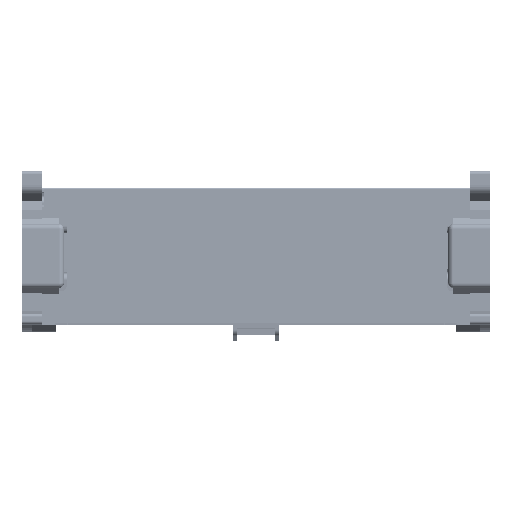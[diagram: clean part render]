
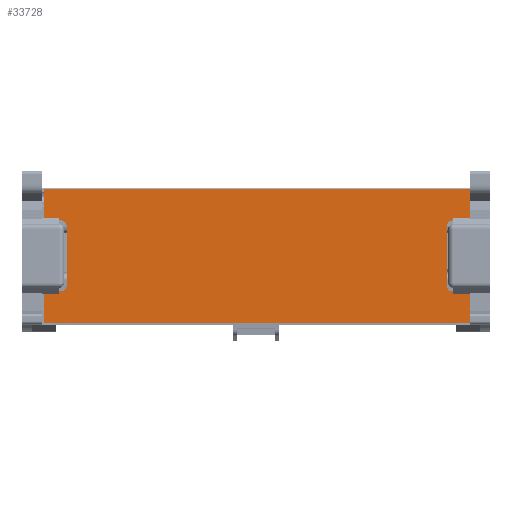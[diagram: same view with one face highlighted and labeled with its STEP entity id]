
A CAD part, front view. The second image highlights one B-rep face of the part: STEP entity #33728.
In plain terms, the highlighted face is planar.
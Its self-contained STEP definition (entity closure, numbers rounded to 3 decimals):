
#51 = LINE ( 'NONE', #3477, #28034 ) ;
#103 = CARTESIAN_POINT ( 'NONE',  ( 57.25, 10.4, 0. ) ) ;
#192 = EDGE_LOOP ( 'NONE', ( #6156, #7870, #32943, #17906, #15691, #16712, #12385, #20392, #17345, #31144, #7090, #23193, #27770, #7682, #13375, #5388 ) ) ;
#217 = EDGE_CURVE ( 'NONE', #37249, #9413, #3204, .T. ) ;
#441 = VERTEX_POINT ( 'NONE', #20923 ) ;
#755 = CARTESIAN_POINT ( 'NONE',  ( -62.5, -19.5, 0. ) ) ;
#1095 = CARTESIAN_POINT ( 'NONE',  ( 62.5, -10.4, 0. ) ) ;
#1663 = CARTESIAN_POINT ( 'NONE',  ( 62.5, -10.4, 0. ) ) ;
#1917 = CIRCLE ( 'NONE', #36982, 1.5 ) ;
#2153 = AXIS2_PLACEMENT_3D ( 'NONE', #10138, #12395, #7471 ) ;
#2163 = VERTEX_POINT ( 'NONE', #16837 ) ;
#2275 = EDGE_CURVE ( 'NONE', #29930, #25881, #26125, .T. ) ;
#3204 = LINE ( 'NONE', #32342, #9183 ) ;
#3254 = DIRECTION ( 'NONE',  ( 1., 0., 0. ) ) ;
#3477 = CARTESIAN_POINT ( 'NONE',  ( 55.75, 8.9, 0. ) ) ;
#3994 = VERTEX_POINT ( 'NONE', #30011 ) ;
#4026 = DIRECTION ( 'NONE',  ( 0., -1., 0. ) ) ;
#4115 = CARTESIAN_POINT ( 'NONE',  ( 62.5, -19.5, 0. ) ) ;
#4127 = EDGE_CURVE ( 'NONE', #6791, #7088, #8229, .T. ) ;
#4133 = CARTESIAN_POINT ( 'NONE',  ( 55.75, 8.9, 0. ) ) ;
#4156 = CARTESIAN_POINT ( 'NONE',  ( -62.5, 19.5, 0. ) ) ;
#4248 = EDGE_CURVE ( 'NONE', #17278, #25638, #7218, .T. ) ;
#4285 = EDGE_CURVE ( 'NONE', #30400, #19117, #35787, .T. ) ;
#4316 = DIRECTION ( 'NONE',  ( 0., 1., 0. ) ) ;
#4367 = VECTOR ( 'NONE', #21764, 1000. ) ;
#4369 = DIRECTION ( 'NONE',  ( -1., 0., 0. ) ) ;
#4844 = EDGE_CURVE ( 'NONE', #10983, #37249, #1917, .T. ) ;
#4951 = EDGE_CURVE ( 'NONE', #441, #29930, #10205, .T. ) ;
#4965 = CARTESIAN_POINT ( 'NONE',  ( 62.5, 19.5, 0. ) ) ;
#5388 = ORIENTED_EDGE ( 'NONE', *, *, #10210, .F. ) ;
#5687 = EDGE_CURVE ( 'NONE', #27373, #2163, #32986, .T. ) ;
#6156 = ORIENTED_EDGE ( 'NONE', *, *, #12025, .F. ) ;
#6437 = PLANE ( 'NONE',  #8491 ) ;
#6731 = EDGE_CURVE ( 'NONE', #19117, #441, #12272, .T. ) ;
#6791 = VERTEX_POINT ( 'NONE', #4133 ) ;
#7088 = VERTEX_POINT ( 'NONE', #103 ) ;
#7090 = ORIENTED_EDGE ( 'NONE', *, *, #21104, .F. ) ;
#7218 = LINE ( 'NONE', #23695, #33012 ) ;
#7471 = DIRECTION ( 'NONE',  ( 1., 0., 0. ) ) ;
#7682 = ORIENTED_EDGE ( 'NONE', *, *, #217, .F. ) ;
#7870 = ORIENTED_EDGE ( 'NONE', *, *, #4248, .F. ) ;
#8229 = CIRCLE ( 'NONE', #16115, 1.5 ) ;
#8491 = AXIS2_PLACEMENT_3D ( 'NONE', #23171, #26692, #22980 ) ;
#9183 = VECTOR ( 'NONE', #31592, 1000. ) ;
#9413 = VERTEX_POINT ( 'NONE', #10620 ) ;
#9805 = AXIS2_PLACEMENT_3D ( 'NONE', #32136, #29107, #23646 ) ;
#9915 = DIRECTION ( 'NONE',  ( -1., 0., 0. ) ) ;
#10138 = CARTESIAN_POINT ( 'NONE',  ( -57.25, -8.9, 0. ) ) ;
#10205 = LINE ( 'NONE', #1663, #4367 ) ;
#10210 = EDGE_CURVE ( 'NONE', #15782, #10983, #32203, .T. ) ;
#10562 = CARTESIAN_POINT ( 'NONE',  ( -57.25, 8.9, 0. ) ) ;
#10620 = CARTESIAN_POINT ( 'NONE',  ( -55.75, -8.9, 0. ) ) ;
#10983 = VERTEX_POINT ( 'NONE', #18089 ) ;
#11187 = LINE ( 'NONE', #11353, #14830 ) ;
#11353 = CARTESIAN_POINT ( 'NONE',  ( 62.5, 19.5, 0. ) ) ;
#11509 = VECTOR ( 'NONE', #30827, 1000. ) ;
#12025 = EDGE_CURVE ( 'NONE', #25638, #15782, #35945, .T. ) ;
#12191 = VECTOR ( 'NONE', #21242, 1000. ) ;
#12272 = LINE ( 'NONE', #1095, #37364 ) ;
#12307 = FACE_OUTER_BOUND ( 'NONE', #192, .T. ) ;
#12379 = CARTESIAN_POINT ( 'NONE',  ( -62.5, 19.5, 0. ) ) ;
#12385 = ORIENTED_EDGE ( 'NONE', *, *, #2275, .F. ) ;
#12395 = DIRECTION ( 'NONE',  ( 0., 0., -1. ) ) ;
#12554 = LINE ( 'NONE', #24125, #26379 ) ;
#12940 = CARTESIAN_POINT ( 'NONE',  ( -62.5, -10.4, 0. ) ) ;
#13375 = ORIENTED_EDGE ( 'NONE', *, *, #4844, .F. ) ;
#13434 = VECTOR ( 'NONE', #3254, 1000. ) ;
#13771 = DIRECTION ( 'NONE',  ( 1., 0., 0. ) ) ;
#14509 = EDGE_CURVE ( 'NONE', #25881, #6791, #51, .T. ) ;
#14830 = VECTOR ( 'NONE', #22740, 1000. ) ;
#15364 = CARTESIAN_POINT ( 'NONE',  ( -62.5, 10.4, 0. ) ) ;
#15691 = ORIENTED_EDGE ( 'NONE', *, *, #4127, .F. ) ;
#15782 = VERTEX_POINT ( 'NONE', #17318 ) ;
#16115 = AXIS2_PLACEMENT_3D ( 'NONE', #31119, #22809, #34333 ) ;
#16712 = ORIENTED_EDGE ( 'NONE', *, *, #14509, .F. ) ;
#16837 = CARTESIAN_POINT ( 'NONE',  ( -62.5, -10.4, 0. ) ) ;
#17278 = VERTEX_POINT ( 'NONE', #4965 ) ;
#17318 = CARTESIAN_POINT ( 'NONE',  ( -62.5, 10.4, 0. ) ) ;
#17345 = ORIENTED_EDGE ( 'NONE', *, *, #6731, .F. ) ;
#17449 = LINE ( 'NONE', #23504, #37335 ) ;
#17906 = ORIENTED_EDGE ( 'NONE', *, *, #24656, .F. ) ;
#18089 = CARTESIAN_POINT ( 'NONE',  ( -57.25, 10.4, 0. ) ) ;
#19117 = VERTEX_POINT ( 'NONE', #4115 ) ;
#20392 = ORIENTED_EDGE ( 'NONE', *, *, #4951, .F. ) ;
#20665 = DIRECTION ( 'NONE',  ( 1., 0., 0. ) ) ;
#20923 = CARTESIAN_POINT ( 'NONE',  ( 62.5, -10.4, 0. ) ) ;
#21104 = EDGE_CURVE ( 'NONE', #2163, #30400, #12554, .T. ) ;
#21242 = DIRECTION ( 'NONE',  ( 1., 0., 0. ) ) ;
#21397 = VECTOR ( 'NONE', #9915, 1000. ) ;
#21764 = DIRECTION ( 'NONE',  ( -1., 0., 0. ) ) ;
#22122 = DIRECTION ( 'NONE',  ( 0., 0., -1. ) ) ;
#22740 = DIRECTION ( 'NONE',  ( 0., 1., 0. ) ) ;
#22809 = DIRECTION ( 'NONE',  ( 0., 0., -1. ) ) ;
#22980 = DIRECTION ( 'NONE',  ( 1., 0., 0. ) ) ;
#23171 = CARTESIAN_POINT ( 'NONE',  ( -57.25, 8.9, 0. ) ) ;
#23193 = ORIENTED_EDGE ( 'NONE', *, *, #5687, .F. ) ;
#23504 = CARTESIAN_POINT ( 'NONE',  ( 62.5, 10.4, 0. ) ) ;
#23646 = DIRECTION ( 'NONE',  ( -1., 0., 0. ) ) ;
#23695 = CARTESIAN_POINT ( 'NONE',  ( -62.5, 19.5, 0. ) ) ;
#24125 = CARTESIAN_POINT ( 'NONE',  ( -62.5, -10.4, 0. ) ) ;
#24656 = EDGE_CURVE ( 'NONE', #7088, #3994, #17449, .T. ) ;
#25638 = VERTEX_POINT ( 'NONE', #12379 ) ;
#25881 = VERTEX_POINT ( 'NONE', #28806 ) ;
#26125 = CIRCLE ( 'NONE', #9805, 1.5 ) ;
#26379 = VECTOR ( 'NONE', #4026, 1000. ) ;
#26419 = CARTESIAN_POINT ( 'NONE',  ( -57.25, -10.4, 0. ) ) ;
#26614 = CARTESIAN_POINT ( 'NONE',  ( -55.75, 8.9, 0. ) ) ;
#26692 = DIRECTION ( 'NONE',  ( 0., 0., 1. ) ) ;
#27373 = VERTEX_POINT ( 'NONE', #26419 ) ;
#27710 = EDGE_CURVE ( 'NONE', #3994, #17278, #11187, .T. ) ;
#27770 = ORIENTED_EDGE ( 'NONE', *, *, #28585, .F. ) ;
#28034 = VECTOR ( 'NONE', #34524, 1000. ) ;
#28585 = EDGE_CURVE ( 'NONE', #9413, #27373, #35999, .T. ) ;
#28806 = CARTESIAN_POINT ( 'NONE',  ( 55.75, -8.9, 0. ) ) ;
#29107 = DIRECTION ( 'NONE',  ( 0., 0., -1. ) ) ;
#29930 = VERTEX_POINT ( 'NONE', #35066 ) ;
#30011 = CARTESIAN_POINT ( 'NONE',  ( 62.5, 10.4, 0. ) ) ;
#30400 = VERTEX_POINT ( 'NONE', #31344 ) ;
#30827 = DIRECTION ( 'NONE',  ( 0., -1., 0. ) ) ;
#31119 = CARTESIAN_POINT ( 'NONE',  ( 57.25, 8.9, 0. ) ) ;
#31144 = ORIENTED_EDGE ( 'NONE', *, *, #4285, .F. ) ;
#31344 = CARTESIAN_POINT ( 'NONE',  ( -62.5, -19.5, 0. ) ) ;
#31592 = DIRECTION ( 'NONE',  ( 0., -1., 0. ) ) ;
#32136 = CARTESIAN_POINT ( 'NONE',  ( 57.25, -8.9, 0. ) ) ;
#32203 = LINE ( 'NONE', #15364, #13434 ) ;
#32342 = CARTESIAN_POINT ( 'NONE',  ( -55.75, 8.9, 0. ) ) ;
#32943 = ORIENTED_EDGE ( 'NONE', *, *, #27710, .F. ) ;
#32986 = LINE ( 'NONE', #12940, #21397 ) ;
#33012 = VECTOR ( 'NONE', #4369, 1000. ) ;
#33728 = ADVANCED_FACE ( 'NONE', ( #12307 ), #6437, .F. ) ;
#34333 = DIRECTION ( 'NONE',  ( -1., 0., 0. ) ) ;
#34524 = DIRECTION ( 'NONE',  ( 0., 1., 0. ) ) ;
#35066 = CARTESIAN_POINT ( 'NONE',  ( 57.25, -10.4, 0. ) ) ;
#35787 = LINE ( 'NONE', #755, #12191 ) ;
#35945 = LINE ( 'NONE', #4156, #11509 ) ;
#35999 = CIRCLE ( 'NONE', #2153, 1.5 ) ;
#36982 = AXIS2_PLACEMENT_3D ( 'NONE', #10562, #22122, #13771 ) ;
#37249 = VERTEX_POINT ( 'NONE', #26614 ) ;
#37335 = VECTOR ( 'NONE', #20665, 1000. ) ;
#37364 = VECTOR ( 'NONE', #4316, 1000. ) ;
